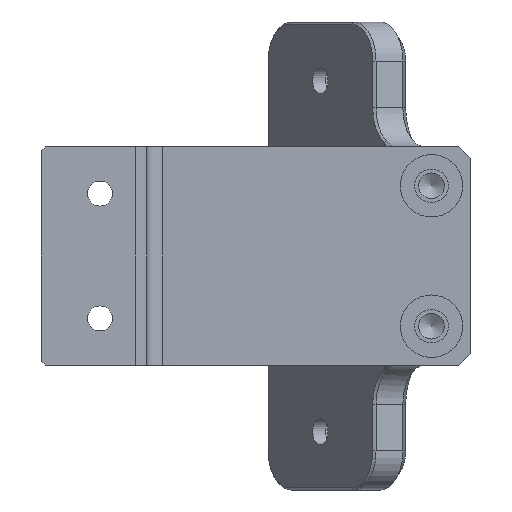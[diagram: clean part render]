
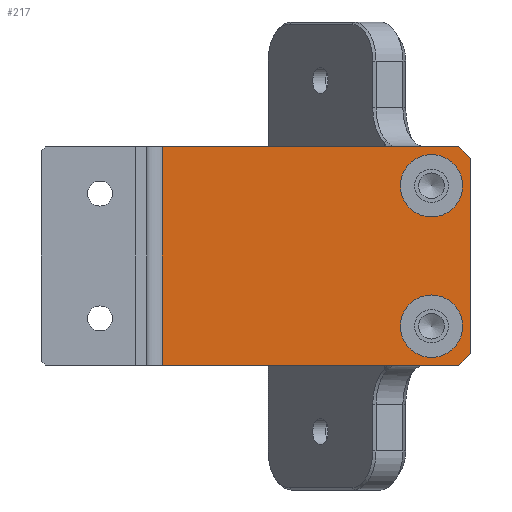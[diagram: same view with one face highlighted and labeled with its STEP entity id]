
A CAD part, left-side view. The second image highlights one B-rep face of the part: STEP entity #217.
In plain terms, the highlighted planar face has unit normal (-1, 0, 0).
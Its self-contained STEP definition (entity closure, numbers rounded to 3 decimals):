
#152=FACE_BOUND('',#499,.T.);
#153=FACE_BOUND('',#500,.T.);
#154=FACE_BOUND('',#501,.T.);
#217=ADVANCED_FACE('',(#152,#153,#154),#342,.F.);
#342=PLANE('',#2054);
#499=EDGE_LOOP('',(#778));
#500=EDGE_LOOP('',(#779));
#501=EDGE_LOOP('',(#780,#781,#782,#783,#784,#785));
#658=CIRCLE('',#2052,4.);
#659=CIRCLE('',#2053,4.);
#778=ORIENTED_EDGE('',*,*,#1495,.T.);
#779=ORIENTED_EDGE('',*,*,#1496,.T.);
#780=ORIENTED_EDGE('',*,*,#1452,.T.);
#781=ORIENTED_EDGE('',*,*,#1497,.T.);
#782=ORIENTED_EDGE('',*,*,#1473,.F.);
#783=ORIENTED_EDGE('',*,*,#1498,.T.);
#784=ORIENTED_EDGE('',*,*,#1469,.T.);
#785=ORIENTED_EDGE('',*,*,#1499,.T.);
#1278=VERTEX_POINT('',#2789);
#1279=VERTEX_POINT('',#2791);
#1295=VERTEX_POINT('',#2826);
#1296=VERTEX_POINT('',#2827);
#1299=VERTEX_POINT('',#2835);
#1300=VERTEX_POINT('',#2836);
#1318=VERTEX_POINT('',#2879);
#1319=VERTEX_POINT('',#2881);
#1452=EDGE_CURVE('',#1279,#1278,#1724,.T.);
#1469=EDGE_CURVE('',#1295,#1296,#1737,.T.);
#1473=EDGE_CURVE('',#1299,#1300,#1741,.T.);
#1495=EDGE_CURVE('',#1318,#1318,#658,.T.);
#1496=EDGE_CURVE('',#1319,#1319,#659,.T.);
#1497=EDGE_CURVE('',#1278,#1300,#1758,.T.);
#1498=EDGE_CURVE('',#1299,#1295,#1759,.T.);
#1499=EDGE_CURVE('',#1296,#1279,#1760,.T.);
#1724=LINE('',#2790,#1881);
#1737=LINE('',#2825,#1894);
#1741=LINE('',#2834,#1898);
#1758=LINE('',#2882,#1915);
#1759=LINE('',#2883,#1916);
#1760=LINE('',#2884,#1917);
#1881=VECTOR('',#2238,1.);
#1894=VECTOR('',#2263,1.);
#1898=VECTOR('',#2269,1.);
#1915=VECTOR('',#2306,1.);
#1916=VECTOR('',#2307,1.);
#1917=VECTOR('',#2308,1.);
#2052=AXIS2_PLACEMENT_3D('',#2878,#2302,#2303);
#2053=AXIS2_PLACEMENT_3D('',#2880,#2304,#2305);
#2054=AXIS2_PLACEMENT_3D('',#2885,#2309,#2310);
#2238=DIRECTION('',(0.,1.,0.));
#2263=DIRECTION('',(0.,0.,1.));
#2269=DIRECTION('',(0.,1.,0.));
#2302=DIRECTION('',(1.,0.,0.));
#2303=DIRECTION('',(0.,1.,0.));
#2304=DIRECTION('',(1.,0.,0.));
#2305=DIRECTION('',(0.,1.,0.));
#2306=DIRECTION('',(0.,0.,-1.));
#2307=DIRECTION('',(0.,-0.707,0.707));
#2308=DIRECTION('',(0.,0.707,0.707));
#2309=DIRECTION('',(1.,0.,0.));
#2310=DIRECTION('',(0.,1.,0.));
#2789=CARTESIAN_POINT('',(284.2,-398.132,629.445));
#2790=CARTESIAN_POINT('',(284.2,-437.632,629.445));
#2791=CARTESIAN_POINT('',(284.2,-436.132,629.445));
#2825=CARTESIAN_POINT('',(284.2,-437.632,598.645));
#2826=CARTESIAN_POINT('',(284.2,-437.632,602.945));
#2827=CARTESIAN_POINT('',(284.2,-437.632,627.945));
#2834=CARTESIAN_POINT('',(284.2,-382.632,601.445));
#2835=CARTESIAN_POINT('',(284.2,-436.132,601.445));
#2836=CARTESIAN_POINT('',(284.2,-398.132,601.445));
#2878=CARTESIAN_POINT('',(284.2,-432.632,624.445));
#2879=CARTESIAN_POINT('',(284.2,-428.632,624.445));
#2880=CARTESIAN_POINT('',(284.2,-432.632,606.445));
#2881=CARTESIAN_POINT('',(284.2,-428.632,606.445));
#2882=CARTESIAN_POINT('',(284.2,-398.132,601.445));
#2883=CARTESIAN_POINT('',(284.2,-436.132,601.445));
#2884=CARTESIAN_POINT('',(284.2,-436.132,629.445));
#2885=CARTESIAN_POINT('',(284.2,-437.632,598.645));
